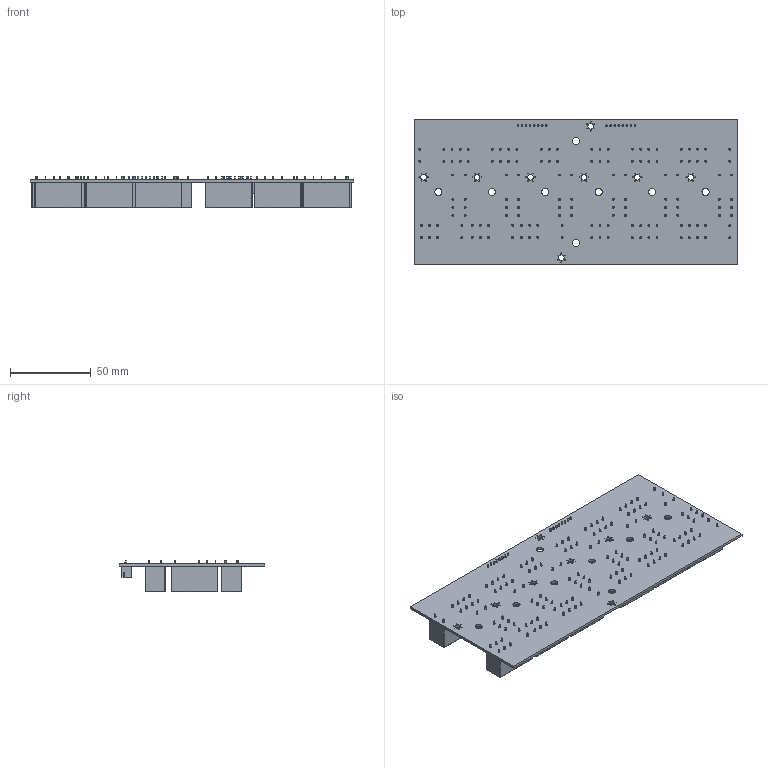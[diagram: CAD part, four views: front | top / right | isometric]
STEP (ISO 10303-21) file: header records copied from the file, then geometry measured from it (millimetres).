
FILE_DESCRIPTION(('KiCad electronic assembly'),'2;1');
FILE_NAME('AntennaSwitch_6x2_RelayBoard.step','2023-11-23T01:05:40',( 'An Author'),('A Company'),'Open CASCADE STEP processor 6.9', 'KiCad to STEP converter','Unknown');
FILE_SCHEMA(('AUTOMOTIVE_DESIGN { 1 0 10303 214 1 1 1 1 }'));
Length unit declared in the file: millimetre
Products named in the file (6): Open CASCADE STEP translator 6.9 1; JST_XH_B8B-XH-A_1x08_P2.50mm_Vertical; SOLID; Relay_DPDT_Omron_G2RL; COMPOUND
Assembly tree (23 placements, depth 3):
  Open CASCADE STEP translator 6.9 1
    JST_XH_B8B-XH-A_1x08_P2.50mm_Vertical  x2
      SOLID
    Relay_DPDT_Omron_G2RL  x18
      SOLID
    COMPOUND
Bounding box: 200 x 90 x 19.2 mm (x, y, z)
Volume: 130954.7 mm3; surface area: 77025 mm2
Topology: 21 solids, 21 shells, 2324 faces, 5482 edges, 3304 vertices
Faces by surface type: plane 1300, cylinder 952, sphere 72
Full cylindrical faces by diameter (mm): 0.4 x48, 0.95 x16, 1.2 x144, 3.5 x8, 4.4 x8
Entity records: 41466 total; most frequent: CARTESIAN_POINT 7626, DIRECTION 6031, LINE 3405, VECTOR 3405, ORIENTED_EDGE 2958, PCURVE 2958, DEFINITIONAL_REPRESENTATION 2958, EDGE_CURVE 1479
